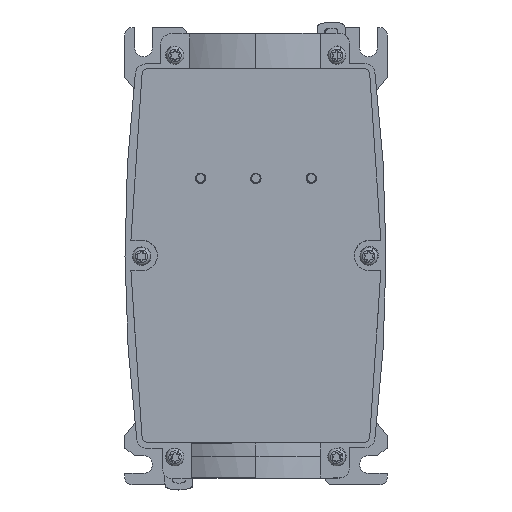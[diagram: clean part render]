
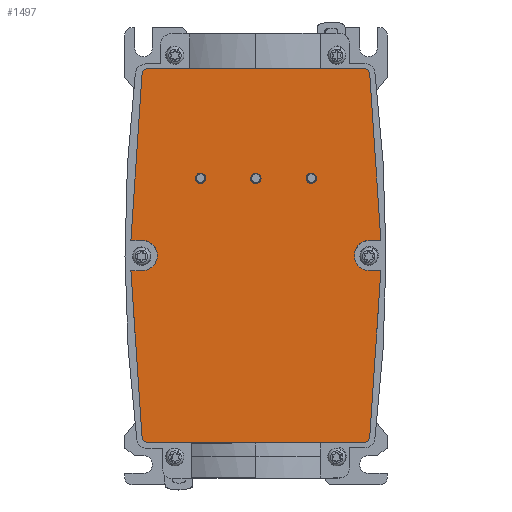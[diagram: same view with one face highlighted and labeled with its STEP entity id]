
A CAD part, top view. The second image highlights one B-rep face of the part: STEP entity #1497.
In plain terms, the highlighted planar face has unit normal (0, 0, 1).
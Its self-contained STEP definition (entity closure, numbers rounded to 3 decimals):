
#531=AXIS2_PLACEMENT_3D('Circle Axis2P3D',#529,#530,$) ;
#1205=AXIS2_PLACEMENT_3D('Circle Axis2P3D',#1203,#1204,$) ;
#1280=AXIS2_PLACEMENT_3D('Circle Axis2P3D',#1278,#1279,$) ;
#1376=AXIS2_PLACEMENT_3D('Plane Axis2P3D',#1373,#1374,#1375) ;
#1380=AXIS2_PLACEMENT_3D('Circle Axis2P3D',#1378,#1379,$) ;
#1401=AXIS2_PLACEMENT_3D('Circle Axis2P3D',#1399,#1400,$) ;
#1422=AXIS2_PLACEMENT_3D('Circle Axis2P3D',#1420,#1421,$) ;
#1445=AXIS2_PLACEMENT_3D('Circle Axis2P3D',#1443,#1444,$) ;
#1454=AXIS2_PLACEMENT_3D('Circle Axis2P3D',#1452,#1453,$) ;
#1463=AXIS2_PLACEMENT_3D('Circle Axis2P3D',#1461,#1462,$) ;
#1472=AXIS2_PLACEMENT_3D('Circle Axis2P3D',#1470,#1471,$) ;
#1481=AXIS2_PLACEMENT_3D('Circle Axis2P3D',#1479,#1480,$) ;
#1490=AXIS2_PLACEMENT_3D('Circle Axis2P3D',#1488,#1489,$) ;
#529=CARTESIAN_POINT('Axis2P3D Location',(94.525,21.243,86.)) ;
#533=CARTESIAN_POINT('Vertex',(97.02,21.076,86.)) ;
#535=CARTESIAN_POINT('Vertex',(94.525,18.743,86.)) ;
#567=CARTESIAN_POINT('Vertex',(9.371,18.743,86.)) ;
#582=CARTESIAN_POINT('Line Origine',(51.948,18.743,86.)) ;
#1172=CARTESIAN_POINT('Vertex',(9.371,166.743,86.)) ;
#1175=CARTESIAN_POINT('Line Origine',(51.948,166.743,86.)) ;
#1179=CARTESIAN_POINT('Vertex',(94.525,166.743,86.)) ;
#1203=CARTESIAN_POINT('Axis2P3D Location',(94.525,164.243,86.)) ;
#1207=CARTESIAN_POINT('Vertex',(97.02,164.41,86.)) ;
#1228=CARTESIAN_POINT('Line Origine',(99.219,131.576,86.)) ;
#1232=CARTESIAN_POINT('Vertex',(101.418,98.743,86.)) ;
#1253=CARTESIAN_POINT('Line Origine',(99.183,98.743,86.)) ;
#1257=CARTESIAN_POINT('Vertex',(96.948,98.743,86.)) ;
#1278=CARTESIAN_POINT('Axis2P3D Location',(96.948,92.743,86.)) ;
#1282=CARTESIAN_POINT('Vertex',(96.948,86.743,86.)) ;
#1303=CARTESIAN_POINT('Line Origine',(99.183,86.743,86.)) ;
#1307=CARTESIAN_POINT('Vertex',(101.418,86.743,86.)) ;
#1328=CARTESIAN_POINT('Line Origine',(99.219,53.909,86.)) ;
#1373=CARTESIAN_POINT('Axis2P3D Location',(51.948,92.743,86.)) ;
#1378=CARTESIAN_POINT('Axis2P3D Location',(9.371,164.243,86.)) ;
#1382=CARTESIAN_POINT('Vertex',(6.877,164.41,86.)) ;
#1385=CARTESIAN_POINT('Line Origine',(4.677,131.576,86.)) ;
#1389=CARTESIAN_POINT('Vertex',(2.478,98.743,86.)) ;
#1392=CARTESIAN_POINT('Line Origine',(4.713,98.743,86.)) ;
#1396=CARTESIAN_POINT('Vertex',(6.948,98.743,86.)) ;
#1399=CARTESIAN_POINT('Axis2P3D Location',(6.948,92.743,86.)) ;
#1403=CARTESIAN_POINT('Vertex',(6.948,86.743,86.)) ;
#1406=CARTESIAN_POINT('Line Origine',(4.713,86.743,86.)) ;
#1410=CARTESIAN_POINT('Vertex',(2.478,86.743,86.)) ;
#1413=CARTESIAN_POINT('Line Origine',(4.677,53.909,86.)) ;
#1417=CARTESIAN_POINT('Vertex',(6.877,21.076,86.)) ;
#1420=CARTESIAN_POINT('Axis2P3D Location',(9.371,21.243,86.)) ;
#1443=CARTESIAN_POINT('Axis2P3D Location',(51.948,123.243,86.)) ;
#1447=CARTESIAN_POINT('Vertex',(52.931,121.444,86.)) ;
#1449=CARTESIAN_POINT('Vertex',(50.965,125.042,86.)) ;
#1452=CARTESIAN_POINT('Axis2P3D Location',(51.948,123.243,86.)) ;
#1461=CARTESIAN_POINT('Axis2P3D Location',(30.048,123.243,86.)) ;
#1465=CARTESIAN_POINT('Vertex',(31.031,121.444,86.)) ;
#1467=CARTESIAN_POINT('Vertex',(29.065,125.042,86.)) ;
#1470=CARTESIAN_POINT('Axis2P3D Location',(30.048,123.243,86.)) ;
#1479=CARTESIAN_POINT('Axis2P3D Location',(73.848,123.243,86.)) ;
#1483=CARTESIAN_POINT('Vertex',(74.831,121.444,86.)) ;
#1485=CARTESIAN_POINT('Vertex',(72.865,125.042,86.)) ;
#1488=CARTESIAN_POINT('Axis2P3D Location',(73.848,123.243,86.)) ;
#530=DIRECTION('Axis2P3D Direction',(0.,0.,1.)) ;
#583=DIRECTION('Vector Direction',(-1.,0.,0.)) ;
#1176=DIRECTION('Vector Direction',(1.,0.,0.)) ;
#1204=DIRECTION('Axis2P3D Direction',(0.,0.,1.)) ;
#1229=DIRECTION('Vector Direction',(-0.067,0.998,0.)) ;
#1254=DIRECTION('Vector Direction',(1.,0.,0.)) ;
#1279=DIRECTION('Axis2P3D Direction',(0.,0.,1.)) ;
#1304=DIRECTION('Vector Direction',(1.,0.,0.)) ;
#1329=DIRECTION('Vector Direction',(0.067,0.998,0.)) ;
#1374=DIRECTION('Axis2P3D Direction',(0.,0.,1.)) ;
#1375=DIRECTION('Axis2P3D XDirection',(0.,1.,0.)) ;
#1379=DIRECTION('Axis2P3D Direction',(0.,0.,1.)) ;
#1386=DIRECTION('Vector Direction',(0.067,0.998,0.)) ;
#1393=DIRECTION('Vector Direction',(-1.,0.,0.)) ;
#1400=DIRECTION('Axis2P3D Direction',(0.,0.,1.)) ;
#1407=DIRECTION('Vector Direction',(1.,0.,0.)) ;
#1414=DIRECTION('Vector Direction',(-0.067,0.998,0.)) ;
#1421=DIRECTION('Axis2P3D Direction',(0.,0.,1.)) ;
#1444=DIRECTION('Axis2P3D Direction',(0.,0.,1.)) ;
#1453=DIRECTION('Axis2P3D Direction',(0.,0.,1.)) ;
#1462=DIRECTION('Axis2P3D Direction',(0.,0.,1.)) ;
#1471=DIRECTION('Axis2P3D Direction',(0.,0.,1.)) ;
#1480=DIRECTION('Axis2P3D Direction',(0.,0.,1.)) ;
#1489=DIRECTION('Axis2P3D Direction',(0.,0.,1.)) ;
#584=VECTOR('Line Direction',#583,1.) ;
#1177=VECTOR('Line Direction',#1176,1.) ;
#1230=VECTOR('Line Direction',#1229,1.) ;
#1255=VECTOR('Line Direction',#1254,1.) ;
#1305=VECTOR('Line Direction',#1304,1.) ;
#1330=VECTOR('Line Direction',#1329,1.) ;
#1387=VECTOR('Line Direction',#1386,1.) ;
#1394=VECTOR('Line Direction',#1393,1.) ;
#1408=VECTOR('Line Direction',#1407,1.) ;
#1415=VECTOR('Line Direction',#1414,1.) ;
#1426=ORIENTED_EDGE('',*,*,#586,.T.) ;
#1427=ORIENTED_EDGE('',*,*,#537,.F.) ;
#1428=ORIENTED_EDGE('',*,*,#1332,.T.) ;
#1429=ORIENTED_EDGE('',*,*,#1309,.T.) ;
#1430=ORIENTED_EDGE('',*,*,#1284,.T.) ;
#1431=ORIENTED_EDGE('',*,*,#1259,.T.) ;
#1432=ORIENTED_EDGE('',*,*,#1234,.T.) ;
#1433=ORIENTED_EDGE('',*,*,#1209,.F.) ;
#1434=ORIENTED_EDGE('',*,*,#1181,.T.) ;
#1435=ORIENTED_EDGE('',*,*,#1384,.F.) ;
#1436=ORIENTED_EDGE('',*,*,#1391,.T.) ;
#1437=ORIENTED_EDGE('',*,*,#1398,.T.) ;
#1438=ORIENTED_EDGE('',*,*,#1405,.T.) ;
#1439=ORIENTED_EDGE('',*,*,#1412,.T.) ;
#1440=ORIENTED_EDGE('',*,*,#1419,.T.) ;
#1441=ORIENTED_EDGE('',*,*,#1424,.F.) ;
#1458=ORIENTED_EDGE('',*,*,#1451,.F.) ;
#1459=ORIENTED_EDGE('',*,*,#1456,.F.) ;
#1476=ORIENTED_EDGE('',*,*,#1469,.F.) ;
#1477=ORIENTED_EDGE('',*,*,#1474,.F.) ;
#1494=ORIENTED_EDGE('',*,*,#1487,.F.) ;
#1495=ORIENTED_EDGE('',*,*,#1492,.F.) ;
#1460=FACE_BOUND('',#1457,.T.) ;
#1478=FACE_BOUND('',#1475,.T.) ;
#1496=FACE_BOUND('',#1493,.T.) ;
#1497=ADVANCED_FACE('Hauptk\X2\00F6\X0\rper',(#1442,#1460,#1478,#1496),#1377,.T.) ;
#532=CIRCLE('generated circle',#531,2.5) ;
#1206=CIRCLE('generated circle',#1205,2.5) ;
#1281=CIRCLE('generated circle',#1280,6.) ;
#1381=CIRCLE('generated circle',#1380,2.5) ;
#1402=CIRCLE('generated circle',#1401,6.) ;
#1423=CIRCLE('generated circle',#1422,2.5) ;
#1446=CIRCLE('generated circle',#1445,2.05) ;
#1455=CIRCLE('generated circle',#1454,2.05) ;
#1464=CIRCLE('generated circle',#1463,2.05) ;
#1473=CIRCLE('generated circle',#1472,2.05) ;
#1482=CIRCLE('generated circle',#1481,2.05) ;
#1491=CIRCLE('generated circle',#1490,2.05) ;
#537=EDGE_CURVE('',#534,#536,#532,.F.) ;
#586=EDGE_CURVE('',#568,#536,#585,.F.) ;
#1181=EDGE_CURVE('',#1180,#1173,#1178,.F.) ;
#1209=EDGE_CURVE('',#1180,#1208,#1206,.F.) ;
#1234=EDGE_CURVE('',#1233,#1208,#1231,.T.) ;
#1259=EDGE_CURVE('',#1258,#1233,#1256,.T.) ;
#1284=EDGE_CURVE('',#1283,#1258,#1281,.F.) ;
#1309=EDGE_CURVE('',#1308,#1283,#1306,.F.) ;
#1332=EDGE_CURVE('',#534,#1308,#1331,.T.) ;
#1384=EDGE_CURVE('',#1383,#1173,#1381,.F.) ;
#1391=EDGE_CURVE('',#1383,#1390,#1388,.F.) ;
#1398=EDGE_CURVE('',#1390,#1397,#1395,.F.) ;
#1405=EDGE_CURVE('',#1397,#1404,#1402,.F.) ;
#1412=EDGE_CURVE('',#1404,#1411,#1409,.F.) ;
#1419=EDGE_CURVE('',#1411,#1418,#1416,.F.) ;
#1424=EDGE_CURVE('',#568,#1418,#1423,.F.) ;
#1451=EDGE_CURVE('',#1448,#1450,#1446,.T.) ;
#1456=EDGE_CURVE('',#1450,#1448,#1455,.T.) ;
#1469=EDGE_CURVE('',#1466,#1468,#1464,.T.) ;
#1474=EDGE_CURVE('',#1468,#1466,#1473,.T.) ;
#1487=EDGE_CURVE('',#1484,#1486,#1482,.T.) ;
#1492=EDGE_CURVE('',#1486,#1484,#1491,.T.) ;
#1425=EDGE_LOOP('',(#1426,#1427,#1428,#1429,#1430,#1431,#1432,#1433,#1434,#1435,#1436,#1437,#1438,#1439,#1440,#1441)) ;
#1457=EDGE_LOOP('',(#1458,#1459)) ;
#1475=EDGE_LOOP('',(#1476,#1477)) ;
#1493=EDGE_LOOP('',(#1494,#1495)) ;
#1442=FACE_OUTER_BOUND('',#1425,.T.) ;
#585=LINE('Line',#582,#584) ;
#1178=LINE('Line',#1175,#1177) ;
#1231=LINE('Line',#1228,#1230) ;
#1256=LINE('Line',#1253,#1255) ;
#1306=LINE('Line',#1303,#1305) ;
#1331=LINE('Line',#1328,#1330) ;
#1388=LINE('Line',#1385,#1387) ;
#1395=LINE('Line',#1392,#1394) ;
#1409=LINE('Line',#1406,#1408) ;
#1416=LINE('Line',#1413,#1415) ;
#1377=PLANE('',#1376) ;
#534=VERTEX_POINT('',#533) ;
#536=VERTEX_POINT('',#535) ;
#568=VERTEX_POINT('',#567) ;
#1173=VERTEX_POINT('',#1172) ;
#1180=VERTEX_POINT('',#1179) ;
#1208=VERTEX_POINT('',#1207) ;
#1233=VERTEX_POINT('',#1232) ;
#1258=VERTEX_POINT('',#1257) ;
#1283=VERTEX_POINT('',#1282) ;
#1308=VERTEX_POINT('',#1307) ;
#1383=VERTEX_POINT('',#1382) ;
#1390=VERTEX_POINT('',#1389) ;
#1397=VERTEX_POINT('',#1396) ;
#1404=VERTEX_POINT('',#1403) ;
#1411=VERTEX_POINT('',#1410) ;
#1418=VERTEX_POINT('',#1417) ;
#1448=VERTEX_POINT('',#1447) ;
#1450=VERTEX_POINT('',#1449) ;
#1466=VERTEX_POINT('',#1465) ;
#1468=VERTEX_POINT('',#1467) ;
#1484=VERTEX_POINT('',#1483) ;
#1486=VERTEX_POINT('',#1485) ;
